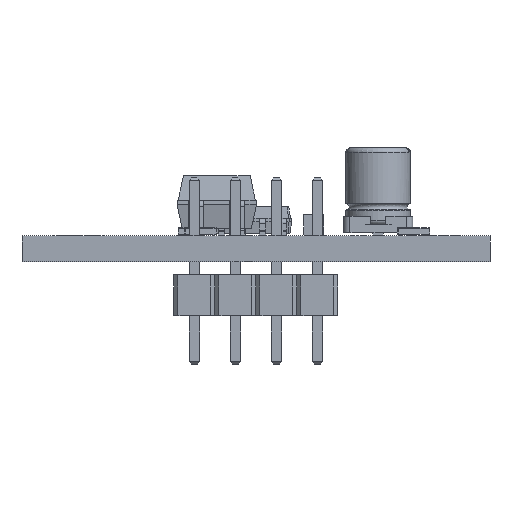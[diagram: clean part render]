
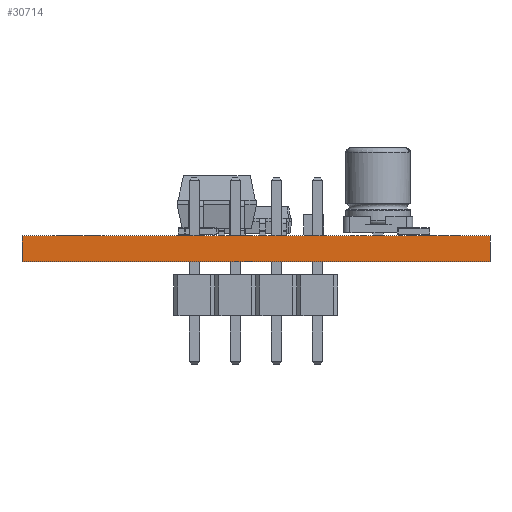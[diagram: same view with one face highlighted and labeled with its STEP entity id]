
A CAD part, front view. The second image highlights one B-rep face of the part: STEP entity #30714.
In plain terms, the highlighted planar face has unit normal (0, -1, 0).
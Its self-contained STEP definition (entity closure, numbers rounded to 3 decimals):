
#30598 = EDGE_CURVE('',#30599,#30601,#30603,.T.);
#30599 = VERTEX_POINT('',#30600);
#30600 = CARTESIAN_POINT('',(20.,-49.96,0.));
#30601 = VERTEX_POINT('',#30602);
#30602 = CARTESIAN_POINT('',(20.,-49.96,1.6));
#30603 = SURFACE_CURVE('',#30604,(#30608,#30620),.PCURVE_S1.);
#30604 = LINE('',#30605,#30606);
#30605 = CARTESIAN_POINT('',(20.,-49.96,0.));
#30606 = VECTOR('',#30607,1.);
#30607 = DIRECTION('',(0.,0.,1.));
#30608 = PCURVE('',#30609,#30614);
#30609 = PLANE('',#30610);
#30610 = AXIS2_PLACEMENT_3D('',#30611,#30612,#30613);
#30611 = CARTESIAN_POINT('',(20.,-49.96,0.));
#30612 = DIRECTION('',(-1.,0.,0.));
#30613 = DIRECTION('',(0.,1.,0.));
#30614 = DEFINITIONAL_REPRESENTATION('',(#30615),#30619);
#30615 = LINE('',#30616,#30617);
#30616 = CARTESIAN_POINT('',(0.,0.));
#30617 = VECTOR('',#30618,1.);
#30618 = DIRECTION('',(0.,-1.));
#30619 = ( GEOMETRIC_REPRESENTATION_CONTEXT(2) 
PARAMETRIC_REPRESENTATION_CONTEXT() REPRESENTATION_CONTEXT('2D SPACE',''
  ) );
#30620 = PCURVE('',#30621,#30626);
#30621 = PLANE('',#30622);
#30622 = AXIS2_PLACEMENT_3D('',#30623,#30624,#30625);
#30623 = CARTESIAN_POINT('',(49.,-49.96,0.));
#30624 = DIRECTION('',(0.,-1.,0.));
#30625 = DIRECTION('',(-1.,0.,0.));
#30626 = DEFINITIONAL_REPRESENTATION('',(#30627),#30631);
#30627 = LINE('',#30628,#30629);
#30628 = CARTESIAN_POINT('',(29.,0.));
#30629 = VECTOR('',#30630,1.);
#30630 = DIRECTION('',(0.,-1.));
#30631 = ( GEOMETRIC_REPRESENTATION_CONTEXT(2) 
PARAMETRIC_REPRESENTATION_CONTEXT() REPRESENTATION_CONTEXT('2D SPACE',''
  ) );
#30649 = PLANE('',#30650);
#30650 = AXIS2_PLACEMENT_3D('',#30651,#30652,#30653);
#30651 = CARTESIAN_POINT('',(34.5,-34.98,1.6));
#30652 = DIRECTION('',(-0.,-0.,-1.));
#30653 = DIRECTION('',(-1.,0.,0.));
#30703 = PLANE('',#30704);
#30704 = AXIS2_PLACEMENT_3D('',#30705,#30706,#30707);
#30705 = CARTESIAN_POINT('',(34.5,-34.98,0.));
#30706 = DIRECTION('',(-0.,-0.,-1.));
#30707 = DIRECTION('',(-1.,0.,0.));
#30714 = ADVANCED_FACE('',(#30715),#30621,.T.);
#30715 = FACE_BOUND('',#30716,.T.);
#30716 = EDGE_LOOP('',(#30717,#30747,#30768,#30769));
#30717 = ORIENTED_EDGE('',*,*,#30718,.T.);
#30718 = EDGE_CURVE('',#30719,#30721,#30723,.T.);
#30719 = VERTEX_POINT('',#30720);
#30720 = CARTESIAN_POINT('',(49.,-49.96,0.));
#30721 = VERTEX_POINT('',#30722);
#30722 = CARTESIAN_POINT('',(49.,-49.96,1.6));
#30723 = SURFACE_CURVE('',#30724,(#30728,#30735),.PCURVE_S1.);
#30724 = LINE('',#30725,#30726);
#30725 = CARTESIAN_POINT('',(49.,-49.96,0.));
#30726 = VECTOR('',#30727,1.);
#30727 = DIRECTION('',(0.,0.,1.));
#30728 = PCURVE('',#30621,#30729);
#30729 = DEFINITIONAL_REPRESENTATION('',(#30730),#30734);
#30730 = LINE('',#30731,#30732);
#30731 = CARTESIAN_POINT('',(0.,-0.));
#30732 = VECTOR('',#30733,1.);
#30733 = DIRECTION('',(0.,-1.));
#30734 = ( GEOMETRIC_REPRESENTATION_CONTEXT(2) 
PARAMETRIC_REPRESENTATION_CONTEXT() REPRESENTATION_CONTEXT('2D SPACE',''
  ) );
#30735 = PCURVE('',#30736,#30741);
#30736 = PLANE('',#30737);
#30737 = AXIS2_PLACEMENT_3D('',#30738,#30739,#30740);
#30738 = CARTESIAN_POINT('',(49.,-20.,0.));
#30739 = DIRECTION('',(1.,0.,-0.));
#30740 = DIRECTION('',(0.,-1.,0.));
#30741 = DEFINITIONAL_REPRESENTATION('',(#30742),#30746);
#30742 = LINE('',#30743,#30744);
#30743 = CARTESIAN_POINT('',(29.96,0.));
#30744 = VECTOR('',#30745,1.);
#30745 = DIRECTION('',(0.,-1.));
#30746 = ( GEOMETRIC_REPRESENTATION_CONTEXT(2) 
PARAMETRIC_REPRESENTATION_CONTEXT() REPRESENTATION_CONTEXT('2D SPACE',''
  ) );
#30747 = ORIENTED_EDGE('',*,*,#30748,.T.);
#30748 = EDGE_CURVE('',#30721,#30601,#30749,.T.);
#30749 = SURFACE_CURVE('',#30750,(#30754,#30761),.PCURVE_S1.);
#30750 = LINE('',#30751,#30752);
#30751 = CARTESIAN_POINT('',(49.,-49.96,1.6));
#30752 = VECTOR('',#30753,1.);
#30753 = DIRECTION('',(-1.,0.,0.));
#30754 = PCURVE('',#30621,#30755);
#30755 = DEFINITIONAL_REPRESENTATION('',(#30756),#30760);
#30756 = LINE('',#30757,#30758);
#30757 = CARTESIAN_POINT('',(0.,-1.6));
#30758 = VECTOR('',#30759,1.);
#30759 = DIRECTION('',(1.,0.));
#30760 = ( GEOMETRIC_REPRESENTATION_CONTEXT(2) 
PARAMETRIC_REPRESENTATION_CONTEXT() REPRESENTATION_CONTEXT('2D SPACE',''
  ) );
#30761 = PCURVE('',#30649,#30762);
#30762 = DEFINITIONAL_REPRESENTATION('',(#30763),#30767);
#30763 = LINE('',#30764,#30765);
#30764 = CARTESIAN_POINT('',(-14.5,-14.98));
#30765 = VECTOR('',#30766,1.);
#30766 = DIRECTION('',(1.,0.));
#30767 = ( GEOMETRIC_REPRESENTATION_CONTEXT(2) 
PARAMETRIC_REPRESENTATION_CONTEXT() REPRESENTATION_CONTEXT('2D SPACE',''
  ) );
#30768 = ORIENTED_EDGE('',*,*,#30598,.F.);
#30769 = ORIENTED_EDGE('',*,*,#30770,.F.);
#30770 = EDGE_CURVE('',#30719,#30599,#30771,.T.);
#30771 = SURFACE_CURVE('',#30772,(#30776,#30783),.PCURVE_S1.);
#30772 = LINE('',#30773,#30774);
#30773 = CARTESIAN_POINT('',(49.,-49.96,0.));
#30774 = VECTOR('',#30775,1.);
#30775 = DIRECTION('',(-1.,0.,0.));
#30776 = PCURVE('',#30621,#30777);
#30777 = DEFINITIONAL_REPRESENTATION('',(#30778),#30782);
#30778 = LINE('',#30779,#30780);
#30779 = CARTESIAN_POINT('',(0.,-0.));
#30780 = VECTOR('',#30781,1.);
#30781 = DIRECTION('',(1.,0.));
#30782 = ( GEOMETRIC_REPRESENTATION_CONTEXT(2) 
PARAMETRIC_REPRESENTATION_CONTEXT() REPRESENTATION_CONTEXT('2D SPACE',''
  ) );
#30783 = PCURVE('',#30703,#30784);
#30784 = DEFINITIONAL_REPRESENTATION('',(#30785),#30789);
#30785 = LINE('',#30786,#30787);
#30786 = CARTESIAN_POINT('',(-14.5,-14.98));
#30787 = VECTOR('',#30788,1.);
#30788 = DIRECTION('',(1.,0.));
#30789 = ( GEOMETRIC_REPRESENTATION_CONTEXT(2) 
PARAMETRIC_REPRESENTATION_CONTEXT() REPRESENTATION_CONTEXT('2D SPACE',''
  ) );
